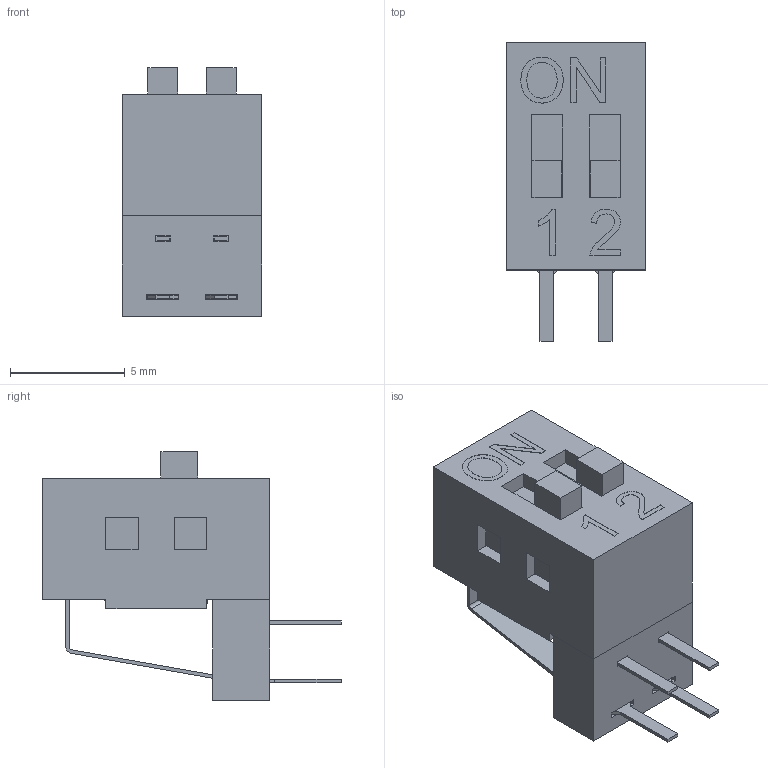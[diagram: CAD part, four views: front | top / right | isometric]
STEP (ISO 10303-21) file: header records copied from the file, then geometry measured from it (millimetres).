
FILE_DESCRIPTION( ( 'Unknown' ), '1' );
FILE_NAME( '4182172709xxA_V2 - 418217270902A_V2.stp', 'Unknown', ( 'Unknown' ), ( 'Unknown' ), 'PSStep 19.0.9', 'Unknown', ' ' );
FILE_SCHEMA( ( 'AUTOMOTIVE_DESIGN { 1 0 10303 214 1 1 1 1 }' ) );
Length unit declared in the file: millimetre
Products named in the file (7): Assem1; Cover_02; Base_02; Terminal_down; Terminal_up; Actuator; Accessory 02
Assembly tree (9 placements, depth 2):
  Assem1
    Cover_02
    Base_02
    Terminal_down  x2
    Terminal_up  x2
    Actuator  x2
    Accessory 02
Bounding box: 6.08 x 13 x 10.83 mm (x, y, z)
Volume: 296.2 mm3; surface area: 1077.4 mm2
Topology: 9 solids, 9 shells, 431 faces, 1199 edges, 794 vertices
Faces by surface type: plane 389, cylinder 36, extrusion 6
Entity records: 14062 total; most frequent: CARTESIAN_POINT 2354, ORIENTED_EDGE 1920, DIRECTION 1648, EDGE_CURVE 960, VECTOR 880, LINE 874, VERTEX_POINT 636, AXIS2_PLACEMENT_3D 384
